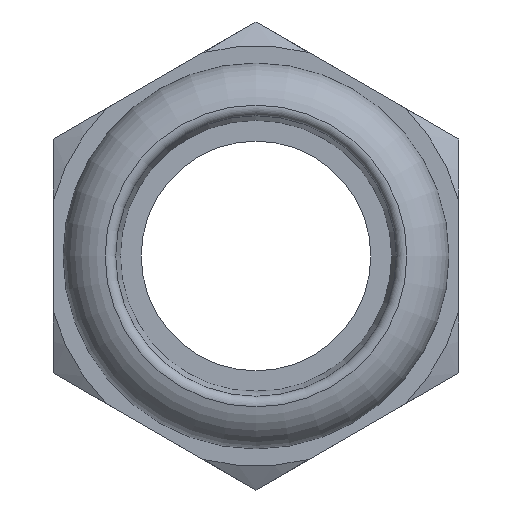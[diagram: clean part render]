
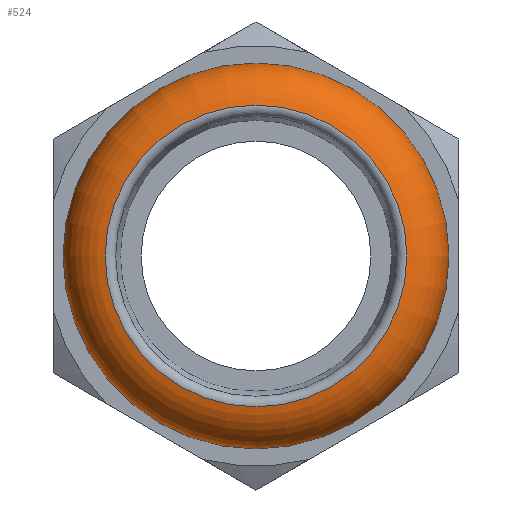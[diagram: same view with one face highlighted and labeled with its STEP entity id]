
A CAD part, front view. The second image highlights one B-rep face of the part: STEP entity #524.
In plain terms, the highlighted toroidal (fillet/blend) face has major radius 9.489 mm and minor radius 3.367 mm.
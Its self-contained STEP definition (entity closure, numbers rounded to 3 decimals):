
#110=FACE_OUTER_BOUND('',#140,.T.);
#140=EDGE_LOOP('',(#355,#356,#357,#358,#359,#360));
#174=CIRCLE('',#575,10.65);
#175=CIRCLE('',#576,10.65);
#176=CIRCLE('',#577,3.367);
#177=CIRCLE('',#578,10.05);
#178=CIRCLE('',#579,10.05);
#217=VERTEX_POINT('',#824);
#218=VERTEX_POINT('',#825);
#219=VERTEX_POINT('',#828);
#220=VERTEX_POINT('',#830);
#273=EDGE_CURVE('',#217,#218,#174,.T.);
#274=EDGE_CURVE('',#218,#217,#175,.T.);
#275=EDGE_CURVE('',#218,#219,#176,.T.);
#276=EDGE_CURVE('',#219,#220,#177,.T.);
#277=EDGE_CURVE('',#220,#219,#178,.T.);
#355=ORIENTED_EDGE('',*,*,#273,.F.);
#356=ORIENTED_EDGE('',*,*,#274,.F.);
#357=ORIENTED_EDGE('',*,*,#275,.T.);
#358=ORIENTED_EDGE('',*,*,#276,.T.);
#359=ORIENTED_EDGE('',*,*,#277,.T.);
#360=ORIENTED_EDGE('',*,*,#275,.F.);
#519=TOROIDAL_SURFACE('',#574,9.488,3.367);
#524=ADVANCED_FACE('',(#110),#519,.T.);
#574=AXIS2_PLACEMENT_3D('',#823,#649,#650);
#575=AXIS2_PLACEMENT_3D('',#826,#651,#652);
#576=AXIS2_PLACEMENT_3D('',#827,#653,#654);
#577=AXIS2_PLACEMENT_3D('',#829,#655,#656);
#578=AXIS2_PLACEMENT_3D('',#831,#657,#658);
#579=AXIS2_PLACEMENT_3D('',#832,#659,#660);
#649=DIRECTION('center_axis',(0.,1.,0.));
#650=DIRECTION('ref_axis',(0.,0.,1.));
#651=DIRECTION('center_axis',(0.,1.,0.));
#652=DIRECTION('ref_axis',(0.,0.,1.));
#653=DIRECTION('center_axis',(0.,1.,0.));
#654=DIRECTION('ref_axis',(0.,0.,1.));
#655=DIRECTION('center_axis',(-1.,0.,0.));
#656=DIRECTION('ref_axis',(0.,0.,-1.));
#657=DIRECTION('center_axis',(0.,1.,0.));
#658=DIRECTION('ref_axis',(0.,0.,1.));
#659=DIRECTION('center_axis',(0.,1.,0.));
#660=DIRECTION('ref_axis',(0.,0.,1.));
#823=CARTESIAN_POINT('Origin',(0.,3.328,0.));
#824=CARTESIAN_POINT('',(0.,6.489,10.65));
#825=CARTESIAN_POINT('',(0.,6.489,-10.65));
#826=CARTESIAN_POINT('Origin',(0.,6.489,0.));
#827=CARTESIAN_POINT('Origin',(0.,6.489,0.));
#828=CARTESIAN_POINT('',(0.,0.008,-10.05));
#829=CARTESIAN_POINT('Origin',(0.,3.328,-9.488));
#830=CARTESIAN_POINT('',(0.,0.008,10.05));
#831=CARTESIAN_POINT('Origin',(0.,0.008,0.));
#832=CARTESIAN_POINT('Origin',(0.,0.008,0.));
